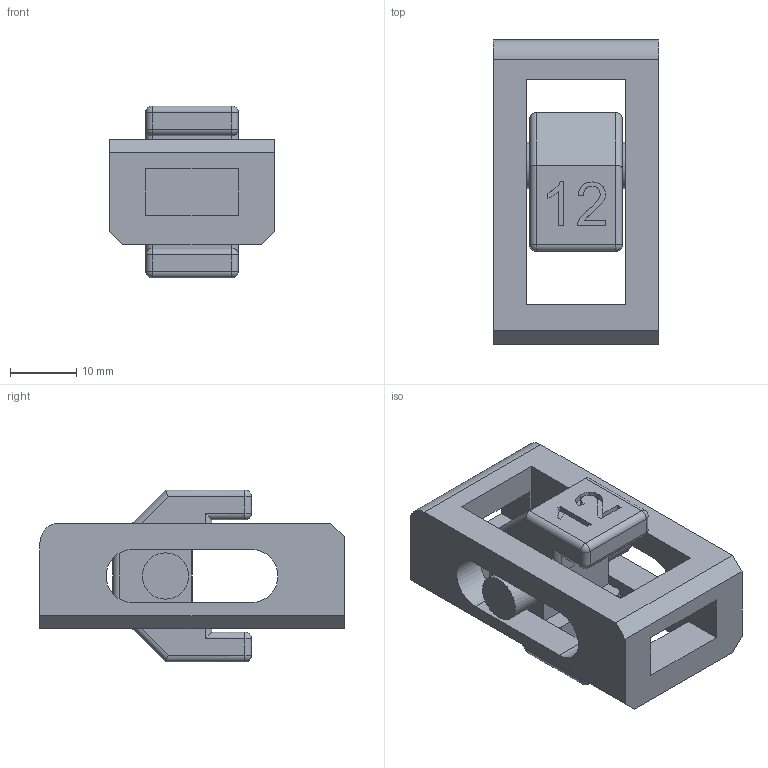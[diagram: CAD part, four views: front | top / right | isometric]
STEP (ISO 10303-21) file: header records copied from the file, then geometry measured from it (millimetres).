
FILE_DESCRIPTION(('FreeCAD Model'),'2;1');
FILE_NAME('12-04.step', '2020-10-16T23:28:55',('Author'),(''), 'Open CASCADE STEP processor 7.3','FreeCAD','Unknown');
FILE_SCHEMA(('AUTOMOTIVE_DESIGN { 1 0 10303 214 1 1 1 1 }'));
Length unit declared in the file: millimetre
Products named in the file (2): 12-01_001; 12-02_001
Bounding box: 25 x 46 x 26 mm (x, y, z)
Volume: 12098.2 mm3; surface area: 7204.2 mm2
Topology: 2 solids, 2 shells, 117 faces, 299 edges, 182 vertices
Faces by surface type: plane 54, cylinder 33, extrusion 22, sphere 8
Full cylindrical faces by diameter (mm): 7 x2
Entity records: 8839 total; most frequent: CARTESIAN_POINT 2286, DIRECTION 981, VECTOR 671, LINE 649, ORIENTED_EDGE 582, PCURVE 582, DEFINITIONAL_REPRESENTATION 582, EDGE_CURVE 291
